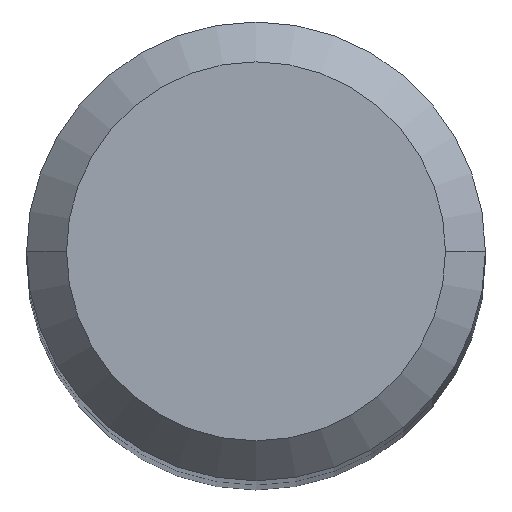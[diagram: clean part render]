
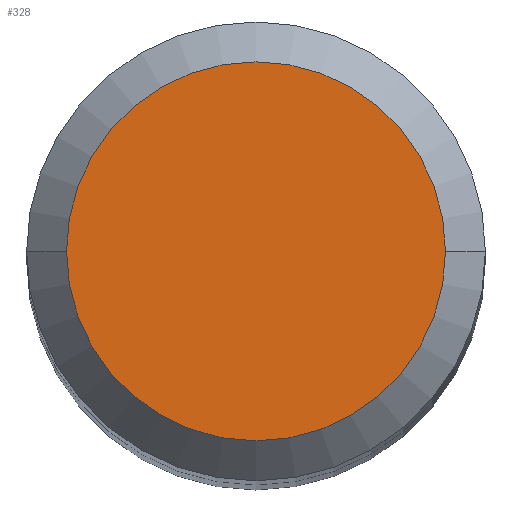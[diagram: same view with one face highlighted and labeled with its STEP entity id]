
A CAD part, top view. The second image highlights one B-rep face of the part: STEP entity #328.
In plain terms, the highlighted planar face has unit normal (0, 0, 1).
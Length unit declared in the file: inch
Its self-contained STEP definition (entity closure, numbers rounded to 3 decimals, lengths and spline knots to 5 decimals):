
#67 = CIRCLE ( 'NONE', #231, 0.14845 ) ;
#69 = EDGE_LOOP ( 'NONE', ( #304, #100 ) ) ;
#100 = ORIENTED_EDGE ( 'NONE', *, *, #151, .T. ) ;
#106 = DIRECTION ( 'NONE',  ( -1., 0., 0. ) ) ;
#122 = AXIS2_PLACEMENT_3D ( 'NONE', #378, #288, #157 ) ;
#137 = PLANE ( 'NONE',  #315 ) ;
#148 = DIRECTION ( 'NONE',  ( 0., 0., 1. ) ) ;
#151 = EDGE_CURVE ( 'NONE', #278, #333, #201, .T. ) ;
#157 = DIRECTION ( 'NONE',  ( 1., 0., 0. ) ) ;
#162 = FACE_OUTER_BOUND ( 'NONE', #69, .T. ) ;
#165 = DIRECTION ( 'NONE',  ( 0., 0., -1. ) ) ;
#185 = CARTESIAN_POINT ( 'NONE',  ( 0., 0., 0. ) ) ;
#201 = CIRCLE ( 'NONE', #122, 0.14845 ) ;
#231 = AXIS2_PLACEMENT_3D ( 'NONE', #185, #148, #369 ) ;
#236 = CARTESIAN_POINT ( 'NONE',  ( 0.14845, 0., 0. ) ) ;
#276 = CARTESIAN_POINT ( 'NONE',  ( -0.14845, 0., 0. ) ) ;
#278 = VERTEX_POINT ( 'NONE', #236 ) ;
#288 = DIRECTION ( 'NONE',  ( 0., 0., 1. ) ) ;
#304 = ORIENTED_EDGE ( 'NONE', *, *, #357, .T. ) ;
#315 = AXIS2_PLACEMENT_3D ( 'NONE', #348, #165, #106 ) ;
#328 = ADVANCED_FACE ( 'NONE', ( #162 ), #137, .F. ) ;
#333 = VERTEX_POINT ( 'NONE', #276 ) ;
#348 = CARTESIAN_POINT ( 'NONE',  ( 0., 0., 0. ) ) ;
#357 = EDGE_CURVE ( 'NONE', #333, #278, #67, .T. ) ;
#369 = DIRECTION ( 'NONE',  ( 1., 0., 0. ) ) ;
#378 = CARTESIAN_POINT ( 'NONE',  ( 0., 0., 0. ) ) ;
